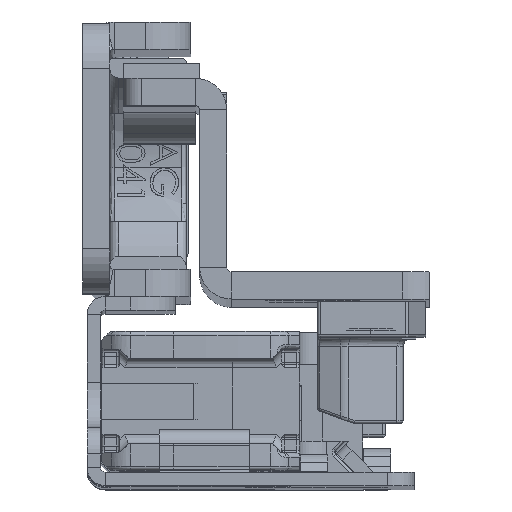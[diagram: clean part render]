
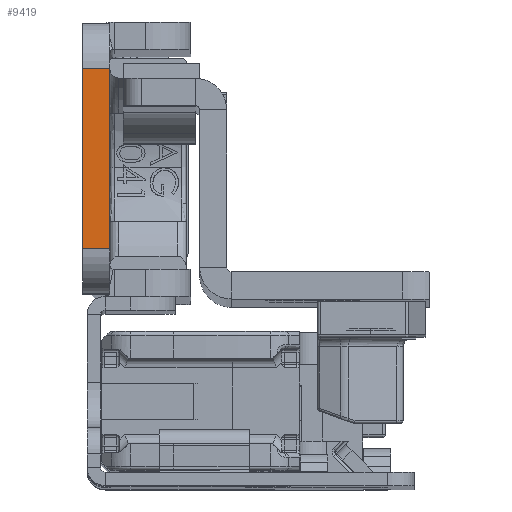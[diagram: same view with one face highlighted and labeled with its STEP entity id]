
A CAD part, top view. The second image highlights one B-rep face of the part: STEP entity #9419.
In plain terms, the highlighted planar face has unit normal (0, 0, 1).
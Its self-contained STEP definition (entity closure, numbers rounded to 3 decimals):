
#1112 = ORIENTED_EDGE ( 'NONE', *, *, #70836, .T. ) ;
#6425 = CARTESIAN_POINT ( 'NONE',  ( 3., -10., 0. ) ) ;
#9419 = ADVANCED_FACE ( 'NONE', ( #38028 ), #66108, .F. ) ;
#10088 = ORIENTED_EDGE ( 'NONE', *, *, #55146, .F. ) ;
#10368 = DIRECTION ( 'NONE',  ( 0., 0., -1. ) ) ;
#15177 = VERTEX_POINT ( 'NONE', #6425 ) ;
#21095 = LINE ( 'NONE', #27281, #56141 ) ;
#22833 = VERTEX_POINT ( 'NONE', #51199 ) ;
#23288 = VECTOR ( 'NONE', #70692, 1000. ) ;
#23690 = DIRECTION ( 'NONE',  ( 0., -1., 0. ) ) ;
#24646 = VECTOR ( 'NONE', #23690, 1000. ) ;
#24907 = CARTESIAN_POINT ( 'NONE',  ( 0., -22.5, 0. ) ) ;
#26378 = VERTEX_POINT ( 'NONE', #49588 ) ;
#27281 = CARTESIAN_POINT ( 'NONE',  ( 3., -10., 0. ) ) ;
#34979 = CARTESIAN_POINT ( 'NONE',  ( 3., -22.5, 0. ) ) ;
#38028 = FACE_OUTER_BOUND ( 'NONE', #62117, .T. ) ;
#38705 = EDGE_CURVE ( 'NONE', #64729, #22833, #52501, .T. ) ;
#42829 = VECTOR ( 'NONE', #69377, 1000. ) ;
#43152 = CARTESIAN_POINT ( 'NONE',  ( 3., -22.5, 0. ) ) ;
#49588 = CARTESIAN_POINT ( 'NONE',  ( 0., -10., 0. ) ) ;
#49691 = AXIS2_PLACEMENT_3D ( 'NONE', #43152, #10368, #54807 ) ;
#51199 = CARTESIAN_POINT ( 'NONE',  ( 0., 10., 0. ) ) ;
#52501 = LINE ( 'NONE', #70335, #23288 ) ;
#52612 = LINE ( 'NONE', #24907, #42829 ) ;
#52848 = EDGE_CURVE ( 'NONE', #64729, #15177, #61947, .T. ) ;
#54807 = DIRECTION ( 'NONE',  ( -1., 0., 0. ) ) ;
#55146 = EDGE_CURVE ( 'NONE', #15177, #26378, #21095, .T. ) ;
#55725 = DIRECTION ( 'NONE',  ( -1., 0., 0. ) ) ;
#56141 = VECTOR ( 'NONE', #55725, 1000. ) ;
#56557 = CARTESIAN_POINT ( 'NONE',  ( 3., 10., 0. ) ) ;
#61947 = LINE ( 'NONE', #34979, #24646 ) ;
#62117 = EDGE_LOOP ( 'NONE', ( #10088, #63941, #64880, #1112 ) ) ;
#63941 = ORIENTED_EDGE ( 'NONE', *, *, #52848, .F. ) ;
#64729 = VERTEX_POINT ( 'NONE', #56557 ) ;
#64880 = ORIENTED_EDGE ( 'NONE', *, *, #38705, .T. ) ;
#66108 = PLANE ( 'NONE',  #49691 ) ;
#69377 = DIRECTION ( 'NONE',  ( 0., -1., 0. ) ) ;
#70335 = CARTESIAN_POINT ( 'NONE',  ( 3., 10., 0. ) ) ;
#70692 = DIRECTION ( 'NONE',  ( -1., 0., 0. ) ) ;
#70836 = EDGE_CURVE ( 'NONE', #22833, #26378, #52612, .T. ) ;
